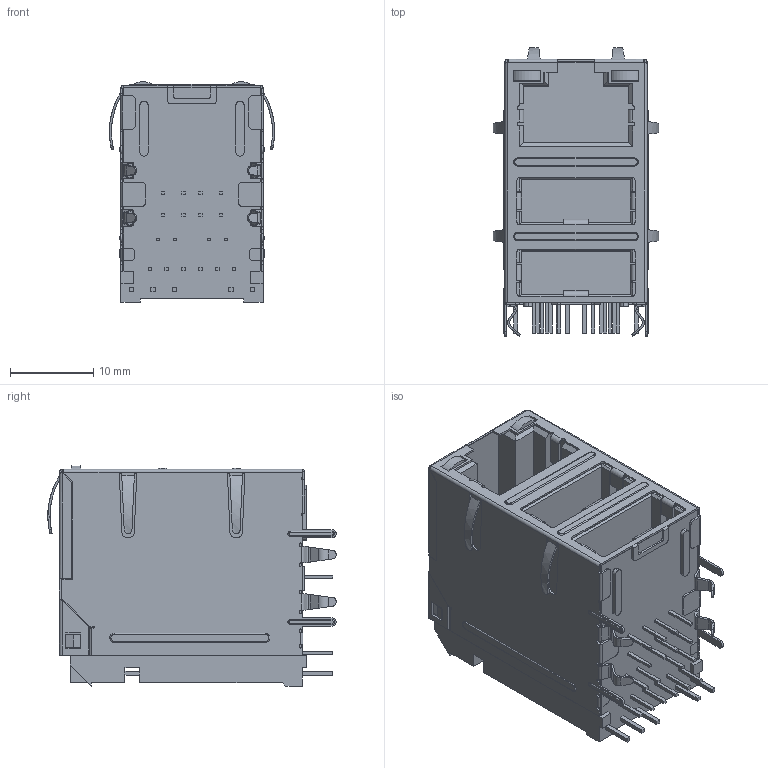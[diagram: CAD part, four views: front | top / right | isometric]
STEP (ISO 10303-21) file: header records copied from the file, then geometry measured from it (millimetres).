
FILE_DESCRIPTION (( 'STEP AP214' ), '1' );
FILE_NAME ('0862-1J1T-43-F.STEP', '2019-03-07T02:16:49', ( '' ), ( '' ), 'SwSTEP 2.0', 'SolidWorks 2017', '' );
FILE_SCHEMA (( 'AUTOMOTIVE_DESIGN' ));
Length unit declared in the file: inch
Products named in the file (1): 0862-1J1T-43-F
Bounding box: 19.88 x 34.67 x 26.51 mm (x, y, z)
Volume: 10062.8 mm3; surface area: 8884.3 mm2
Topology: 34 solids, 34 shells, 957 faces, 2323 edges, 1442 vertices
Faces by surface type: plane 695, cylinder 228, torus 20, bspline 14
Entity records: 28040 total; most frequent: CARTESIAN_POINT 5493, ORIENTED_EDGE 4646, DIRECTION 4403, EDGE_CURVE 2323, VECTOR 1759, LINE 1759, VERTEX_POINT 1442, AXIS2_PLACEMENT_3D 1322
